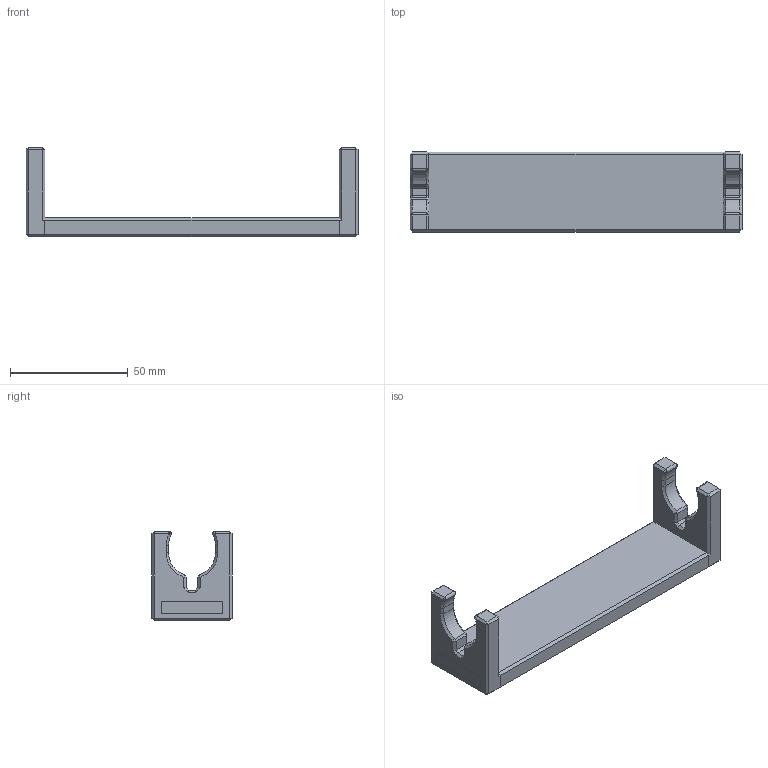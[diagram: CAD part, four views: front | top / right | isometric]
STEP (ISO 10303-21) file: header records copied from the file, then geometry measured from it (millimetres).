
FILE_DESCRIPTION(/* description */ ('STEP AP242','CAx-IF Rec.Pracs.---Representation and Presentation of Product Manufacturing Information (PMI)---4.0---2014-10-13','CAx-IF Rec.Pracs.---3D Tessellated Geometry---0.4---2014-09-14','2;1'),/* implementation_level */ '2;1');
FILE_NAME(/* name */ '63a600db63b2205303902728',/* time_stamp */ '2022-12-23T19:26:20+00:00',/* author */ (''),/* organization */ (''),/* preprocessor_version */ 'ST-DEVELOPER v18.102',/* originating_system */ ' ',/* authorisation */ ' ');
FILE_SCHEMA (('AP242_MANAGED_MODEL_BASED_3D_ENGINEERING_MIM_LF { 1 0 10303 442 1 1 4 }'));
Length unit declared in the file: metre
Products named in the file (3): Part 3; Part 1; Part 2
Bounding box: 141 x 34 x 38 mm (x, y, z)
Volume: 48204 mm3; surface area: 18482.3 mm2
Topology: 3 solids, 3 shells, 172 faces, 390 edges, 216 vertices
Faces by surface type: plane 136, cone 24, cylinder 12
Entity records: 4618 total; most frequent: CARTESIAN_POINT 773, DIRECTION 772, ORIENTED_EDGE 764, EDGE_CURVE 382, LINE 342, VECTOR 342, VERTEX_POINT 216, AXIS2_PLACEMENT_3D 215
